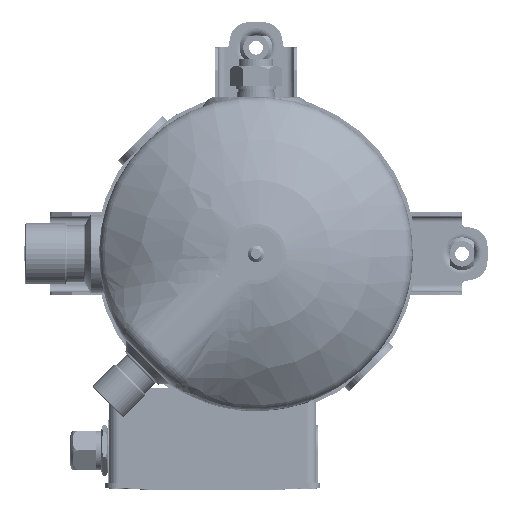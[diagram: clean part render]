
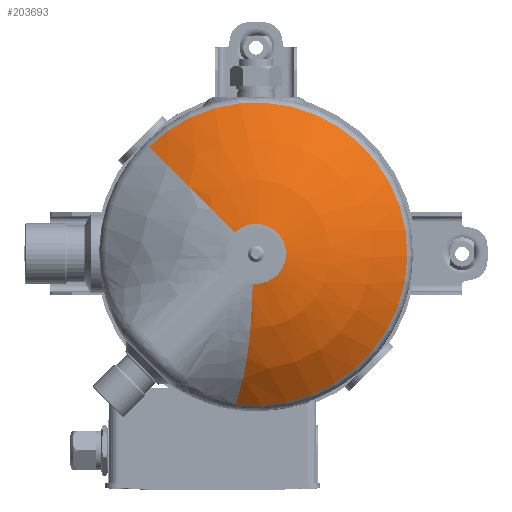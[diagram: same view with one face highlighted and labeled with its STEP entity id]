
A CAD part, front view. The second image highlights one B-rep face of the part: STEP entity #203693.
In plain terms, the highlighted spherical face has radius 179.966 mm.
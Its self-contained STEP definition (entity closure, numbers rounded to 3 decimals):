
#203542=CARTESIAN_POINT('',(-85.21,-43.001,85.21));
#203543=VERTEX_POINT('',#203542);
#203551=CARTESIAN_POINT('',(-15.929,-43.001,-119.447));
#203552=VERTEX_POINT('',#203551);
#203553=CARTESIAN_POINT('',(-0.,-43.001,0.));
#203554=DIRECTION('',(0.,-1.,-0.));
#203555=DIRECTION('',(0.707,0.,0.707));
#203556=AXIS2_PLACEMENT_3D('',#203553,#203554,#203555);
#203557=CIRCLE('',#203556,120.505);
#203558=EDGE_CURVE('',#203552,#203543,#203557,.T.);
#203570=CARTESIAN_POINT('',(-0.,90.664,0.));
#203571=DIRECTION('',(0.,1.,0.));
#203572=DIRECTION('',(-0.707,0.,0.707));
#203573=AXIS2_PLACEMENT_3D('',#203570,#203571,#203572);
#203574=SPHERICAL_SURFACE('',#203573,179.966);
#203575=CARTESIAN_POINT('',(-16.871,-87.713,16.871));
#203576=VERTEX_POINT('',#203575);
#203577=CARTESIAN_POINT('',(-0.,90.664,0.));
#203578=DIRECTION('',(0.707,-0.,0.707));
#203579=DIRECTION('',(-0.707,0.,0.707));
#203580=AXIS2_PLACEMENT_3D('',#203577,#203578,#203579);
#203581=CIRCLE('',#203580,179.966);
#203582=EDGE_CURVE('',#203543,#203576,#203581,.T.);
#203583=ORIENTED_EDGE('',*,*,#203582,.T.);
#203584=CARTESIAN_POINT('',(-2.667,-87.713,-23.71));
#203585=VERTEX_POINT('',#203584);
#203586=CARTESIAN_POINT('',(0.,-87.713,-0.));
#203587=DIRECTION('',(0.,-1.,-0.));
#203588=DIRECTION('',(0.707,0.,0.707));
#203589=AXIS2_PLACEMENT_3D('',#203586,#203587,#203588);
#203590=CIRCLE('',#203589,23.859);
#203591=EDGE_CURVE('',#203585,#203576,#203590,.T.);
#203592=ORIENTED_EDGE('',*,*,#203591,.F.);
#203593=CARTESIAN_POINT('',(-4.622,-78.221,-62.002));
#203594=VERTEX_POINT('',#203593);
#203595=CARTESIAN_POINT('',(-4.622,-78.221,-62.002));
#203596=CARTESIAN_POINT('',(-4.519,-78.629,-60.899));
#203597=CARTESIAN_POINT('',(-4.417,-79.031,-59.776));
#203598=CARTESIAN_POINT('',(-4.318,-79.429,-58.631));
#203599=CARTESIAN_POINT('',(-4.219,-79.826,-57.485));
#203600=CARTESIAN_POINT('',(-4.122,-80.219,-56.315));
#203601=CARTESIAN_POINT('',(-4.029,-80.601,-55.135));
#203602=CARTESIAN_POINT('',(-3.936,-80.983,-53.954));
#203603=CARTESIAN_POINT('',(-3.846,-81.355,-52.764));
#203604=CARTESIAN_POINT('',(-3.761,-81.712,-51.576));
#203605=CARTESIAN_POINT('',(-3.676,-82.069,-50.389));
#203606=CARTESIAN_POINT('',(-3.596,-82.411,-49.205));
#203607=CARTESIAN_POINT('',(-3.521,-82.733,-48.05));
#203608=CARTESIAN_POINT('',(-3.447,-83.055,-46.895));
#203609=CARTESIAN_POINT('',(-3.378,-83.356,-45.768));
#203610=CARTESIAN_POINT('',(-3.317,-83.631,-44.698));
#203611=CARTESIAN_POINT('',(-3.255,-83.907,-43.629));
#203612=CARTESIAN_POINT('',(-3.2,-84.157,-42.617));
#203613=CARTESIAN_POINT('',(-3.152,-84.384,-41.665));
#203614=CARTESIAN_POINT('',(-3.103,-84.612,-40.712));
#203615=CARTESIAN_POINT('',(-3.06,-84.817,-39.819));
#203616=CARTESIAN_POINT('',(-3.022,-85.006,-38.972));
#203617=CARTESIAN_POINT('',(-2.984,-85.194,-38.126));
#203618=CARTESIAN_POINT('',(-2.95,-85.366,-37.326));
#203619=CARTESIAN_POINT('',(-2.92,-85.524,-36.565));
#203620=CARTESIAN_POINT('',(-2.859,-85.841,-35.043));
#203621=CARTESIAN_POINT('',(-2.814,-86.105,-33.676));
#203622=CARTESIAN_POINT('',(-2.778,-86.333,-32.435));
#203623=CARTESIAN_POINT('',(-2.743,-86.561,-31.193));
#203624=CARTESIAN_POINT('',(-2.718,-86.753,-30.079));
#203625=CARTESIAN_POINT('',(-2.7,-86.921,-29.055));
#203626=CARTESIAN_POINT('',(-2.682,-87.088,-28.031));
#203627=CARTESIAN_POINT('',(-2.671,-87.233,-27.096));
#203628=CARTESIAN_POINT('',(-2.666,-87.363,-26.212));
#203629=CARTESIAN_POINT('',(-2.661,-87.493,-25.327));
#203630=CARTESIAN_POINT('',(-2.661,-87.609,-24.494));
#203631=CARTESIAN_POINT('',(-2.667,-87.713,-23.71));
#203632=B_SPLINE_CURVE_WITH_KNOTS('',3,(#203595,#203596,#203597,#203598,#203599,#203600,#203601,#203602,#203603,#203604,#203605,#203606,#203607,#203608,#203609,#203610,#203611,#203612,#203613,#203614,#203615,#203616,#203617,#203618,#203619,#203620,
#203621,#203622,#203623,#203624,#203625,#203626,#203627,#203628,#203629,#203630,#203631),.UNSPECIFIED.,.F.,.F.,(4,3,3,3,3,3,3,3,3,3,3,3,4),(0.,0.063,0.125,0.188,0.25,0.313,0.375,0.438,0.5,0.625,0.75,0.875,1.),.UNSPECIFIED.);
#203633=EDGE_CURVE('',#203594,#203585,#203632,.T.);
#203634=ORIENTED_EDGE('',*,*,#203633,.F.);
#203635=CARTESIAN_POINT('',(-15.929,-43.001,-119.447));
#203636=CARTESIAN_POINT('',(-15.343,-44.508,-117.84));
#203637=CARTESIAN_POINT('',(-14.796,-45.948,-116.236));
#203638=CARTESIAN_POINT('',(-14.281,-47.331,-114.635));
#203639=CARTESIAN_POINT('',(-14.024,-48.022,-113.835));
#203640=CARTESIAN_POINT('',(-13.775,-48.7,-113.035));
#203641=CARTESIAN_POINT('',(-13.534,-49.363,-112.237));
#203642=CARTESIAN_POINT('',(-13.293,-50.026,-111.438));
#203643=CARTESIAN_POINT('',(-13.059,-50.676,-110.641));
#203644=CARTESIAN_POINT('',(-12.834,-51.309,-109.849));
#203645=CARTESIAN_POINT('',(-12.608,-51.942,-109.057));
#203646=CARTESIAN_POINT('',(-12.391,-52.559,-108.271));
#203647=CARTESIAN_POINT('',(-12.181,-53.158,-107.493));
#203648=CARTESIAN_POINT('',(-11.972,-53.757,-106.715));
#203649=CARTESIAN_POINT('',(-11.771,-54.338,-105.946));
#203650=CARTESIAN_POINT('',(-11.578,-54.902,-105.187));
#203651=CARTESIAN_POINT('',(-11.192,-56.03,-103.668));
#203652=CARTESIAN_POINT('',(-10.836,-57.091,-102.187));
#203653=CARTESIAN_POINT('',(-10.503,-58.1,-100.731));
#203654=CARTESIAN_POINT('',(-10.17,-59.11,-99.274));
#203655=CARTESIAN_POINT('',(-9.86,-60.068,-97.844));
#203656=CARTESIAN_POINT('',(-9.569,-60.977,-96.442));
#203657=CARTESIAN_POINT('',(-9.279,-61.887,-95.041));
#203658=CARTESIAN_POINT('',(-9.008,-62.749,-93.667));
#203659=CARTESIAN_POINT('',(-8.756,-63.565,-92.328));
#203660=CARTESIAN_POINT('',(-8.504,-64.381,-90.989));
#203661=CARTESIAN_POINT('',(-8.269,-65.15,-89.686));
#203662=CARTESIAN_POINT('',(-8.052,-65.873,-88.426));
#203663=CARTESIAN_POINT('',(-7.834,-66.596,-87.165));
#203664=CARTESIAN_POINT('',(-7.633,-67.275,-85.945));
#203665=CARTESIAN_POINT('',(-7.445,-67.916,-84.762));
#203666=CARTESIAN_POINT('',(-7.07,-69.198,-82.398));
#203667=CARTESIAN_POINT('',(-6.748,-70.327,-80.185));
#203668=CARTESIAN_POINT('',(-6.462,-71.345,-78.097));
#203669=CARTESIAN_POINT('',(-6.319,-71.854,-77.052));
#203670=CARTESIAN_POINT('',(-6.186,-72.336,-76.038));
#203671=CARTESIAN_POINT('',(-6.06,-72.794,-75.051));
#203672=CARTESIAN_POINT('',(-5.934,-73.252,-74.063));
#203673=CARTESIAN_POINT('',(-5.816,-73.686,-73.103));
#203674=CARTESIAN_POINT('',(-5.704,-74.1,-72.167));
#203675=CARTESIAN_POINT('',(-5.592,-74.513,-71.232));
#203676=CARTESIAN_POINT('',(-5.487,-74.906,-70.322));
#203677=CARTESIAN_POINT('',(-5.387,-75.28,-69.436));
#203678=CARTESIAN_POINT('',(-5.288,-75.654,-68.549));
#203679=CARTESIAN_POINT('',(-5.194,-76.009,-67.688));
#203680=CARTESIAN_POINT('',(-5.106,-76.349,-66.846));
#203681=CARTESIAN_POINT('',(-5.017,-76.689,-66.004));
#203682=CARTESIAN_POINT('',(-4.932,-77.013,-65.181));
#203683=CARTESIAN_POINT('',(-4.852,-77.325,-64.373));
#203684=CARTESIAN_POINT('',(-4.772,-77.637,-63.565));
#203685=CARTESIAN_POINT('',(-4.695,-77.936,-62.774));
#203686=CARTESIAN_POINT('',(-4.622,-78.221,-62.002));
#203687=B_SPLINE_CURVE_WITH_KNOTS('',3,(#203635,#203636,#203637,#203638,#203639,#203640,#203641,#203642,#203643,#203644,#203645,#203646,#203647,#203648,#203649,#203650,#203651,#203652,#203653,#203654,#203655,#203656,#203657,#203658,#203659,#203660,
#203661,#203662,#203663,#203664,#203665,#203666,#203667,#203668,#203669,#203670,#203671,#203672,#203673,#203674,#203675,#203676,#203677,#203678,#203679,#203680,#203681,#203682,#203683,#203684,#203685,
#203686),.UNSPECIFIED.,.F.,.F.,(4,3,3,3,3,3,3,3,3,3,3,3,3,3,3,3,3,4),(0.,0.063,0.094,0.125,0.156,0.188,0.25,0.313,0.375,0.438,0.5,0.625,0.688,0.75,0.813,0.875,0.938,1.),.UNSPECIFIED.);
#203688=EDGE_CURVE('',#203552,#203594,#203687,.T.);
#203689=ORIENTED_EDGE('',*,*,#203688,.F.);
#203690=ORIENTED_EDGE('',*,*,#203558,.T.);
#203691=EDGE_LOOP('',(#203583,#203592,#203634,#203689,#203690));
#203692=FACE_BOUND('',#203691,.T.);
#203693=ADVANCED_FACE('',(#203692),#203574,.T.);
